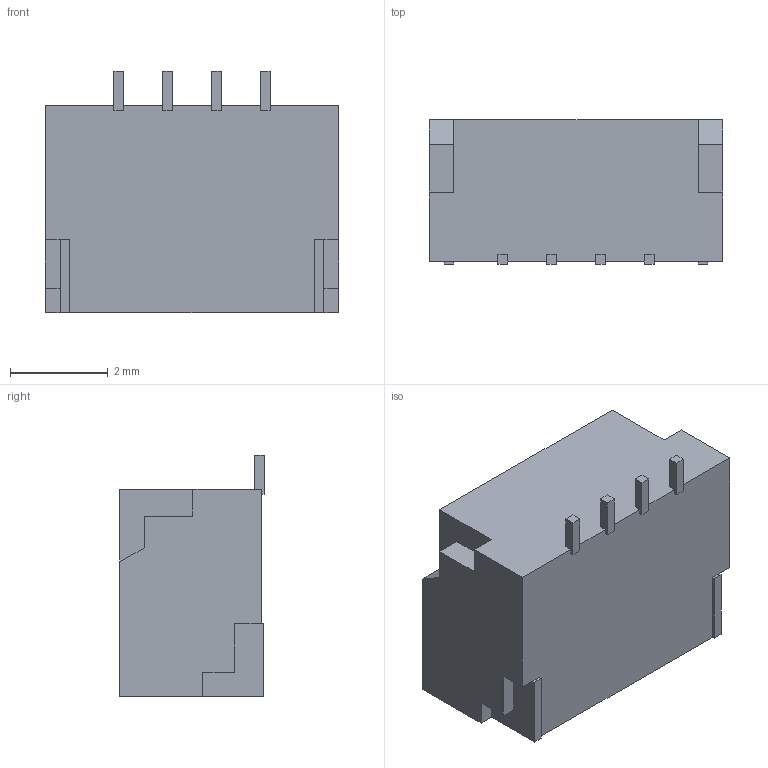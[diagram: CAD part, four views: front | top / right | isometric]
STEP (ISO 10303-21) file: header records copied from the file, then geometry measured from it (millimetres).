
FILE_DESCRIPTION(/* description */ (''),/* implementation_level */ '2;1');
FILE_NAME(/* name */ 'SPARKFUN_QWIIC_RIGHT_ANGLE_X.stp',/* time_stamp */ '2023-01-31T22:19:11-06:00',/* author */ ('Zack'),/* organization */ (''),/* preprocessor_version */ 'ST-DEVELOPER v19',/* originating_system */ 'Autodesk Inventor 2023',/* authorisation */ '');
FILE_SCHEMA (('AUTOMOTIVE_DESIGN { 1 0 10303 214 3 1 1 }'));
Length unit declared in the file: millimetre
Products named in the file (1): (Unsaved)
Bounding box: 6 x 2.96 x 4.95 mm (x, y, z)
Volume: 44 mm3; surface area: 163.8 mm2
Topology: 1 solids, 1 shells, 89 faces, 244 edges, 162 vertices
Faces by surface type: plane 89
Entity records: 2861 total; most frequent: CARTESIAN_POINT 496, ORIENTED_EDGE 488, DIRECTION 424, LINE 244, VECTOR 244, EDGE_CURVE 244, VERTEX_POINT 162, EDGE_LOOP 94
